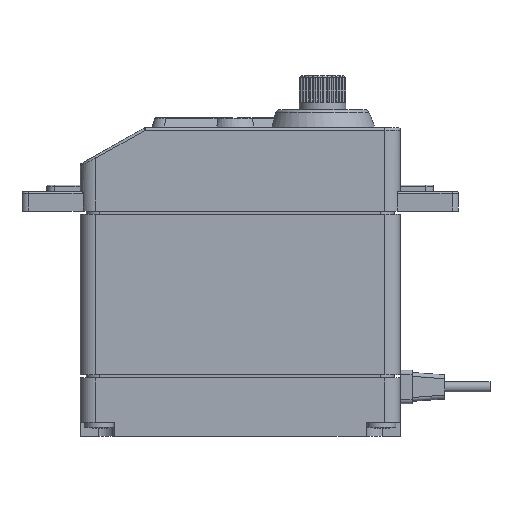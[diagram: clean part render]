
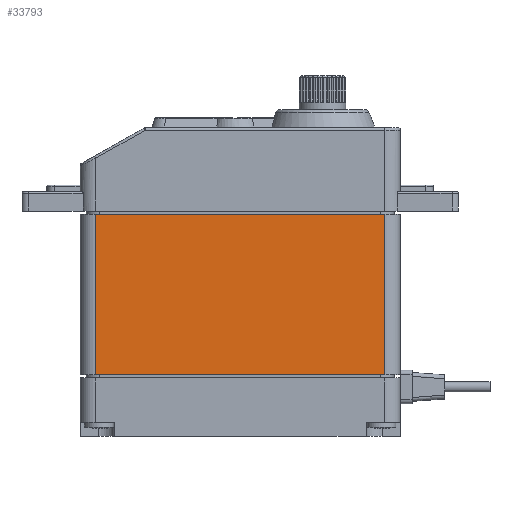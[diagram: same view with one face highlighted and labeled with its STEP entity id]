
A CAD part, front view. The second image highlights one B-rep face of the part: STEP entity #33793.
In plain terms, the highlighted planar face has unit normal (0, -1, 0).
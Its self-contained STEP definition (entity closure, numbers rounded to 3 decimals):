
#32834 = PLANE('',#32835);
#32835 = AXIS2_PLACEMENT_3D('',#32836,#32837,#32838);
#32836 = CARTESIAN_POINT('',(-22.05,12.4,28.5));
#32837 = DIRECTION('',(0.,0.,1.));
#32838 = DIRECTION('',(1.,0.,0.));
#33266 = VERTEX_POINT('',#33267);
#33267 = CARTESIAN_POINT('',(-18.55,-10.4,28.5));
#33282 = CYLINDRICAL_SURFACE('',#33283,2.);
#33283 = AXIS2_PLACEMENT_3D('',#33284,#33285,#33286);
#33284 = CARTESIAN_POINT('',(-18.55,-8.4,1.8));
#33285 = DIRECTION('',(0.,0.,1.));
#33286 = DIRECTION('',(0.,-1.,0.));
#33294 = EDGE_CURVE('',#33295,#33266,#33297,.T.);
#33295 = VERTEX_POINT('',#33296);
#33296 = CARTESIAN_POINT('',(18.55,-10.4,28.5));
#33297 = SURFACE_CURVE('',#33298,(#33302,#33308),.PCURVE_S1.);
#33298 = LINE('',#33299,#33300);
#33299 = CARTESIAN_POINT('',(-0.75,-10.4,28.5));
#33300 = VECTOR('',#33301,1.);
#33301 = DIRECTION('',(-1.,0.,0.));
#33302 = PCURVE('',#32834,#33303);
#33303 = DEFINITIONAL_REPRESENTATION('',(#33304),#33307);
#33304 = B_SPLINE_CURVE_WITH_KNOTS('',1,(#33305,#33306),.UNSPECIFIED.,
  .F.,.F.,(2,2),(-19.3,17.8),.PIECEWISE_BEZIER_KNOTS.);
#33305 = CARTESIAN_POINT('',(40.6,-22.8));
#33306 = CARTESIAN_POINT('',(3.5,-22.8));
#33307 = ( GEOMETRIC_REPRESENTATION_CONTEXT(2) 
PARAMETRIC_REPRESENTATION_CONTEXT() REPRESENTATION_CONTEXT('2D SPACE',''
  ) );
#33308 = PCURVE('',#33309,#33314);
#33309 = PLANE('',#33310);
#33310 = AXIS2_PLACEMENT_3D('',#33311,#33312,#33313);
#33311 = CARTESIAN_POINT('',(20.55,-10.4,39.6));
#33312 = DIRECTION('',(0.,-1.,0.));
#33313 = DIRECTION('',(0.,0.,-1.));
#33314 = DEFINITIONAL_REPRESENTATION('',(#33315),#33318);
#33315 = B_SPLINE_CURVE_WITH_KNOTS('',1,(#33316,#33317),.UNSPECIFIED.,
  .F.,.F.,(2,2),(-19.3,17.8),.PIECEWISE_BEZIER_KNOTS.);
#33316 = CARTESIAN_POINT('',(11.1,-2.));
#33317 = CARTESIAN_POINT('',(11.1,-39.1));
#33318 = ( GEOMETRIC_REPRESENTATION_CONTEXT(2) 
PARAMETRIC_REPRESENTATION_CONTEXT() REPRESENTATION_CONTEXT('2D SPACE',''
  ) );
#33341 = CYLINDRICAL_SURFACE('',#33342,2.);
#33342 = AXIS2_PLACEMENT_3D('',#33343,#33344,#33345);
#33343 = CARTESIAN_POINT('',(18.55,-8.4,39.6));
#33344 = DIRECTION('',(0.,0.,-1.));
#33345 = DIRECTION('',(0.,-1.,0.));
#33479 = PLANE('',#33480);
#33480 = AXIS2_PLACEMENT_3D('',#33481,#33482,#33483);
#33481 = CARTESIAN_POINT('',(-22.05,12.4,7.9));
#33482 = DIRECTION('',(0.,0.,1.));
#33483 = DIRECTION('',(1.,0.,0.));
#33743 = EDGE_CURVE('',#33295,#33744,#33746,.T.);
#33744 = VERTEX_POINT('',#33745);
#33745 = CARTESIAN_POINT('',(18.55,-10.4,7.9));
#33746 = SURFACE_CURVE('',#33747,(#33751,#33758),.PCURVE_S1.);
#33747 = LINE('',#33748,#33749);
#33748 = CARTESIAN_POINT('',(18.55,-10.4,39.6));
#33749 = VECTOR('',#33750,1.);
#33750 = DIRECTION('',(0.,0.,-1.));
#33751 = PCURVE('',#33341,#33752);
#33752 = DEFINITIONAL_REPRESENTATION('',(#33753),#33757);
#33753 = LINE('',#33754,#33755);
#33754 = CARTESIAN_POINT('',(-0.,0.));
#33755 = VECTOR('',#33756,1.);
#33756 = DIRECTION('',(-0.,1.));
#33757 = ( GEOMETRIC_REPRESENTATION_CONTEXT(2) 
PARAMETRIC_REPRESENTATION_CONTEXT() REPRESENTATION_CONTEXT('2D SPACE',''
  ) );
#33758 = PCURVE('',#33309,#33759);
#33759 = DEFINITIONAL_REPRESENTATION('',(#33760),#33764);
#33760 = LINE('',#33761,#33762);
#33761 = CARTESIAN_POINT('',(0.,-2.));
#33762 = VECTOR('',#33763,1.);
#33763 = DIRECTION('',(1.,0.));
#33764 = ( GEOMETRIC_REPRESENTATION_CONTEXT(2) 
PARAMETRIC_REPRESENTATION_CONTEXT() REPRESENTATION_CONTEXT('2D SPACE',''
  ) );
#33793 = ADVANCED_FACE('',(#33794),#33309,.T.);
#33794 = FACE_BOUND('',#33795,.T.);
#33795 = EDGE_LOOP('',(#33796,#33817,#33818,#33819));
#33796 = ORIENTED_EDGE('',*,*,#33797,.F.);
#33797 = EDGE_CURVE('',#33744,#33798,#33800,.T.);
#33798 = VERTEX_POINT('',#33799);
#33799 = CARTESIAN_POINT('',(-18.55,-10.4,7.9));
#33800 = SURFACE_CURVE('',#33801,(#33805,#33811),.PCURVE_S1.);
#33801 = LINE('',#33802,#33803);
#33802 = CARTESIAN_POINT('',(-0.75,-10.4,7.9));
#33803 = VECTOR('',#33804,1.);
#33804 = DIRECTION('',(-1.,0.,0.));
#33805 = PCURVE('',#33309,#33806);
#33806 = DEFINITIONAL_REPRESENTATION('',(#33807),#33810);
#33807 = B_SPLINE_CURVE_WITH_KNOTS('',1,(#33808,#33809),.UNSPECIFIED.,
  .F.,.F.,(2,2),(-19.3,17.8),.PIECEWISE_BEZIER_KNOTS.);
#33808 = CARTESIAN_POINT('',(31.7,-2.));
#33809 = CARTESIAN_POINT('',(31.7,-39.1));
#33810 = ( GEOMETRIC_REPRESENTATION_CONTEXT(2) 
PARAMETRIC_REPRESENTATION_CONTEXT() REPRESENTATION_CONTEXT('2D SPACE',''
  ) );
#33811 = PCURVE('',#33479,#33812);
#33812 = DEFINITIONAL_REPRESENTATION('',(#33813),#33816);
#33813 = B_SPLINE_CURVE_WITH_KNOTS('',1,(#33814,#33815),.UNSPECIFIED.,
  .F.,.F.,(2,2),(-19.3,17.8),.PIECEWISE_BEZIER_KNOTS.);
#33814 = CARTESIAN_POINT('',(40.6,-22.8));
#33815 = CARTESIAN_POINT('',(3.5,-22.8));
#33816 = ( GEOMETRIC_REPRESENTATION_CONTEXT(2) 
PARAMETRIC_REPRESENTATION_CONTEXT() REPRESENTATION_CONTEXT('2D SPACE',''
  ) );
#33817 = ORIENTED_EDGE('',*,*,#33743,.F.);
#33818 = ORIENTED_EDGE('',*,*,#33294,.T.);
#33819 = ORIENTED_EDGE('',*,*,#33820,.F.);
#33820 = EDGE_CURVE('',#33798,#33266,#33821,.T.);
#33821 = SURFACE_CURVE('',#33822,(#33826,#33833),.PCURVE_S1.);
#33822 = LINE('',#33823,#33824);
#33823 = CARTESIAN_POINT('',(-18.55,-10.4,1.8));
#33824 = VECTOR('',#33825,1.);
#33825 = DIRECTION('',(0.,0.,1.));
#33826 = PCURVE('',#33309,#33827);
#33827 = DEFINITIONAL_REPRESENTATION('',(#33828),#33832);
#33828 = LINE('',#33829,#33830);
#33829 = CARTESIAN_POINT('',(37.8,-39.1));
#33830 = VECTOR('',#33831,1.);
#33831 = DIRECTION('',(-1.,0.));
#33832 = ( GEOMETRIC_REPRESENTATION_CONTEXT(2) 
PARAMETRIC_REPRESENTATION_CONTEXT() REPRESENTATION_CONTEXT('2D SPACE',''
  ) );
#33833 = PCURVE('',#33282,#33834);
#33834 = DEFINITIONAL_REPRESENTATION('',(#33835),#33839);
#33835 = LINE('',#33836,#33837);
#33836 = CARTESIAN_POINT('',(-0.,0.));
#33837 = VECTOR('',#33838,1.);
#33838 = DIRECTION('',(-0.,1.));
#33839 = ( GEOMETRIC_REPRESENTATION_CONTEXT(2) 
PARAMETRIC_REPRESENTATION_CONTEXT() REPRESENTATION_CONTEXT('2D SPACE',''
  ) );
